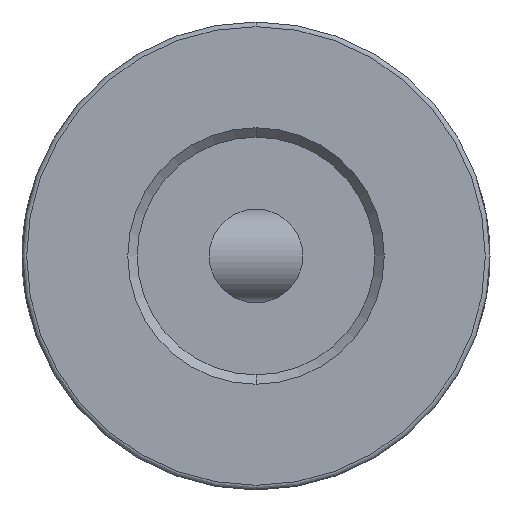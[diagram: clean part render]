
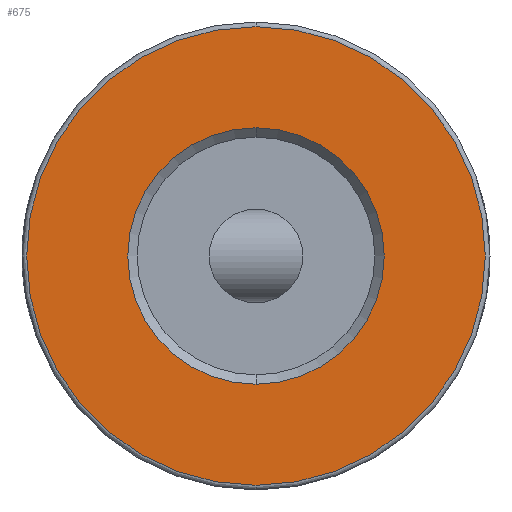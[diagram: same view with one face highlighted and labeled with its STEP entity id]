
A CAD part, front view. The second image highlights one B-rep face of the part: STEP entity #675.
In plain terms, the highlighted planar face has unit normal (0, -1, 0).
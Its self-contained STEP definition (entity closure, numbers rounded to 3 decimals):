
#74 = CIRCLE ( 'NONE', #2408, 12.25 ) ;
#245 = EDGE_CURVE ( 'NONE', #379, #566, #2790, .T. ) ;
#292 = PLANE ( 'NONE',  #514 ) ;
#379 = VERTEX_POINT ( 'NONE', #2362 ) ;
#396 = ORIENTED_EDGE ( 'NONE', *, *, #245, .T. ) ;
#471 = DIRECTION ( 'NONE',  ( 0., 0., 1. ) ) ;
#514 = AXIS2_PLACEMENT_3D ( 'NONE', #859, #1886, #2178 ) ;
#518 = DIRECTION ( 'NONE',  ( 0., 1., 0. ) ) ;
#528 = DIRECTION ( 'NONE',  ( 0., 0., 1. ) ) ;
#566 = VERTEX_POINT ( 'NONE', #2868 ) ;
#610 = CARTESIAN_POINT ( 'NONE',  ( -22.505, -151.002, 50. ) ) ;
#616 = EDGE_LOOP ( 'NONE', ( #3164, #396 ) ) ;
#675 = ADVANCED_FACE ( 'NONE', ( #1605, #2142 ), #292, .F. ) ;
#859 = CARTESIAN_POINT ( 'NONE',  ( -22.505, -151.002, 50. ) ) ;
#893 = CARTESIAN_POINT ( 'NONE',  ( -22.505, -151.002, 62.25 ) ) ;
#960 = EDGE_LOOP ( 'NONE', ( #1471, #1794 ) ) ;
#1185 = CARTESIAN_POINT ( 'NONE',  ( -22.505, -151.002, 50. ) ) ;
#1189 = CIRCLE ( 'NONE', #3136, 6.85 ) ;
#1305 = CIRCLE ( 'NONE', #2568, 12.25 ) ;
#1408 = EDGE_CURVE ( 'NONE', #1501, #2489, #74, .T. ) ;
#1420 = DIRECTION ( 'NONE',  ( 0., 0., 1. ) ) ;
#1471 = ORIENTED_EDGE ( 'NONE', *, *, #1408, .T. ) ;
#1501 = VERTEX_POINT ( 'NONE', #893 ) ;
#1605 = FACE_OUTER_BOUND ( 'NONE', #960, .T. ) ;
#1794 = ORIENTED_EDGE ( 'NONE', *, *, #2170, .T. ) ;
#1886 = DIRECTION ( 'NONE',  ( 0., 1., 0. ) ) ;
#1961 = AXIS2_PLACEMENT_3D ( 'NONE', #2104, #518, #2642 ) ;
#2104 = CARTESIAN_POINT ( 'NONE',  ( -22.505, -151.002, 50. ) ) ;
#2111 = DIRECTION ( 'NONE',  ( 0., -1., 0. ) ) ;
#2142 = FACE_BOUND ( 'NONE', #616, .T. ) ;
#2170 = EDGE_CURVE ( 'NONE', #2489, #1501, #1305, .T. ) ;
#2178 = DIRECTION ( 'NONE',  ( 0., 0., 1. ) ) ;
#2246 = DIRECTION ( 'NONE',  ( 0., -1., 0. ) ) ;
#2362 = CARTESIAN_POINT ( 'NONE',  ( -22.505, -151.002, 56.85 ) ) ;
#2408 = AXIS2_PLACEMENT_3D ( 'NONE', #1185, #2246, #1420 ) ;
#2489 = VERTEX_POINT ( 'NONE', #2583 ) ;
#2568 = AXIS2_PLACEMENT_3D ( 'NONE', #610, #2111, #528 ) ;
#2580 = DIRECTION ( 'NONE',  ( 0., 1., 0. ) ) ;
#2583 = CARTESIAN_POINT ( 'NONE',  ( -22.505, -151.002, 37.75 ) ) ;
#2642 = DIRECTION ( 'NONE',  ( 0., 0., 1. ) ) ;
#2769 = EDGE_CURVE ( 'NONE', #566, #379, #1189, .T. ) ;
#2790 = CIRCLE ( 'NONE', #1961, 6.85 ) ;
#2868 = CARTESIAN_POINT ( 'NONE',  ( -22.505, -151.002, 43.15 ) ) ;
#3129 = CARTESIAN_POINT ( 'NONE',  ( -22.505, -151.002, 50. ) ) ;
#3136 = AXIS2_PLACEMENT_3D ( 'NONE', #3129, #2580, #471 ) ;
#3164 = ORIENTED_EDGE ( 'NONE', *, *, #2769, .T. ) ;
